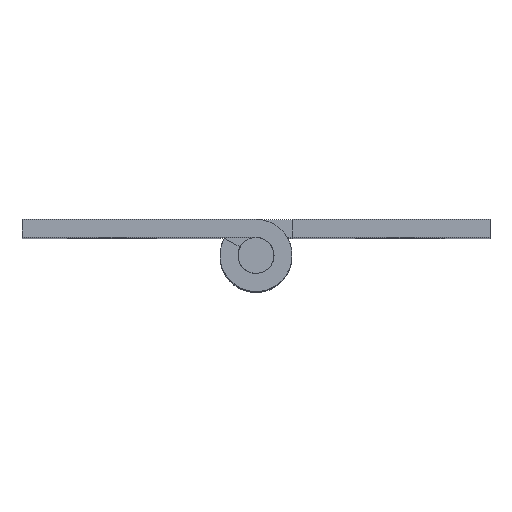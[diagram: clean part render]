
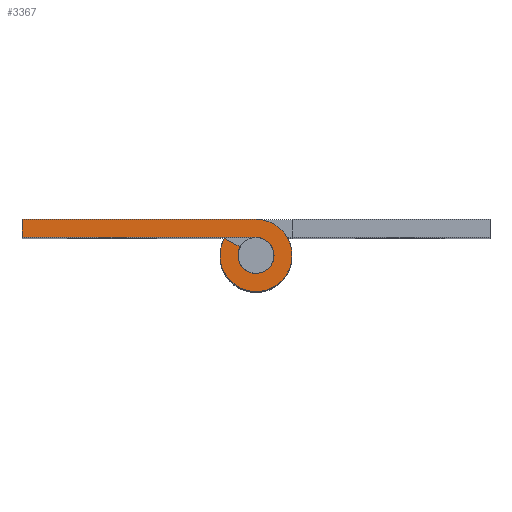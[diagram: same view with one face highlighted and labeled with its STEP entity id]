
A CAD part, top view. The second image highlights one B-rep face of the part: STEP entity #3367.
In plain terms, the highlighted free-form (B-spline) face has degree [1, 1] with [2, 2] control points.
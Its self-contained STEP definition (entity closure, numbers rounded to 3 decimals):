
#3290=CARTESIAN_POINT('',(-13.749,-2.199,38.));
#3291=CARTESIAN_POINT('',(2.749,-2.199,38.));
#3292=CARTESIAN_POINT('',(-13.749,2.2,38.));
#3293=CARTESIAN_POINT('',(2.749,2.2,38.));
#3294=B_SPLINE_SURFACE_WITH_KNOTS('',1,1,((#3290,#3292),(#3291,#3293)),.UNSPECIFIED.,.F.,.F.,.U.,(2,2),(2,2),(0.0,16.498),(0.0,4.399),.UNSPECIFIED.);
#3295=CARTESIAN_POINT('',(-0.88,0.475,38.));
#3296=VERTEX_POINT('',#3295);
#3297=CARTESIAN_POINT('',(-1.76,0.95,38.));
#3298=VERTEX_POINT('',#3297);
#3299=CARTESIAN_POINT('',(-0.88,0.475,38.));
#3300=CARTESIAN_POINT('',(-1.76,0.95,38.));
#3301=QUASI_UNIFORM_CURVE('',1,(#3299,#3300),.UNSPECIFIED.,.F.,.U.);
#3302=EDGE_CURVE('',#3296,#3298,#3301,.T.);
#3303=ORIENTED_EDGE('',*,*,#3302,.T.);
#3304=CARTESIAN_POINT('',(0.,2.0,38.));
#3305=VERTEX_POINT('',#3304);
#3306=CARTESIAN_POINT('',(0.0,2.0,38.));
#3307=CARTESIAN_POINT('',(1.523,2.,38.));
#3308=CARTESIAN_POINT('',(1.928,0.531,38.));
#3309=CARTESIAN_POINT('',(2.333,-0.937,38.));
#3310=CARTESIAN_POINT('',(1.025,-1.718,38.));
#3311=CARTESIAN_POINT('',(-0.283,-2.498,38.));
#3312=CARTESIAN_POINT('',(-1.384,-1.444,38.));
#3313=CARTESIAN_POINT('',(-2.484,-0.39,38.));
#3314=CARTESIAN_POINT('',(-1.76,0.95,38.));
#3322=(BOUNDED_CURVE()B_SPLINE_CURVE(2,(#3306,#3307,#3308,#3309,#3310,#3311,#3312,#3313,#3314),.UNSPECIFIED.,.F.,.U.)B_SPLINE_CURVE_WITH_KNOTS((3,2,2,2,3),(0.0,0.25,0.5,0.75,1.0),.UNSPECIFIED.)CURVE()GEOMETRIC_REPRESENTATION_ITEM()RATIONAL_B_SPLINE_CURVE((1.0,0.796,1.0,0.796,1.0,0.796,1.0,0.796,1.0))REPRESENTATION_ITEM(''));
#3323=EDGE_CURVE('',#3305,#3298,#3322,.T.);
#3324=ORIENTED_EDGE('',*,*,#3323,.F.);
#3325=CARTESIAN_POINT('',(-13.0,2.0,38.));
#3326=VERTEX_POINT('',#3325);
#3327=CARTESIAN_POINT('',(0.,2.0,38.));
#3328=CARTESIAN_POINT('',(-13.0,2.0,38.));
#3329=QUASI_UNIFORM_CURVE('',1,(#3327,#3328),.UNSPECIFIED.,.F.,.U.);
#3330=EDGE_CURVE('',#3305,#3326,#3329,.T.);
#3331=ORIENTED_EDGE('',*,*,#3330,.T.);
#3332=CARTESIAN_POINT('',(-13.0,1.0,38.));
#3333=VERTEX_POINT('',#3332);
#3334=CARTESIAN_POINT('',(-13.0,2.0,38.));
#3335=CARTESIAN_POINT('',(-13.0,1.0,38.));
#3336=QUASI_UNIFORM_CURVE('',1,(#3334,#3335),.UNSPECIFIED.,.F.,.U.);
#3337=EDGE_CURVE('',#3326,#3333,#3336,.T.);
#3338=ORIENTED_EDGE('',*,*,#3337,.T.);
#3339=CARTESIAN_POINT('',(0.0,1.0,38.));
#3340=VERTEX_POINT('',#3339);
#3341=CARTESIAN_POINT('',(-13.0,1.0,38.));
#3342=CARTESIAN_POINT('',(0.0,1.0,38.));
#3343=QUASI_UNIFORM_CURVE('',1,(#3341,#3342),.UNSPECIFIED.,.F.,.U.);
#3344=EDGE_CURVE('',#3333,#3340,#3343,.T.);
#3345=ORIENTED_EDGE('',*,*,#3344,.T.);
#3346=CARTESIAN_POINT('',(0.0,1.0,38.));
#3347=CARTESIAN_POINT('',(0.762,1.0,38.));
#3348=CARTESIAN_POINT('',(0.964,0.266,38.));
#3349=CARTESIAN_POINT('',(1.166,-0.469,38.));
#3350=CARTESIAN_POINT('',(0.512,-0.859,38.));
#3351=CARTESIAN_POINT('',(-0.142,-1.249,38.));
#3352=CARTESIAN_POINT('',(-0.692,-0.722,38.));
#3353=CARTESIAN_POINT('',(-1.242,-0.195,38.));
#3354=CARTESIAN_POINT('',(-0.88,0.475,38.));
#3362=(BOUNDED_CURVE()B_SPLINE_CURVE(2,(#3346,#3347,#3348,#3349,#3350,#3351,#3352,#3353,#3354),.UNSPECIFIED.,.F.,.U.)B_SPLINE_CURVE_WITH_KNOTS((3,2,2,2,3),(0.0,0.25,0.5,0.75,1.0),.UNSPECIFIED.)CURVE()GEOMETRIC_REPRESENTATION_ITEM()RATIONAL_B_SPLINE_CURVE((1.0,0.796,1.0,0.796,1.0,0.796,1.0,0.796,1.0))REPRESENTATION_ITEM(''));
#3363=EDGE_CURVE('',#3340,#3296,#3362,.T.);
#3364=ORIENTED_EDGE('',*,*,#3363,.T.);
#3365=EDGE_LOOP('',(#3303,#3324,#3331,#3338,#3345,#3364));
#3366=FACE_OUTER_BOUND('',#3365,.T.);
#3367=ADVANCED_FACE('',(#3366),#3294,.T.);
